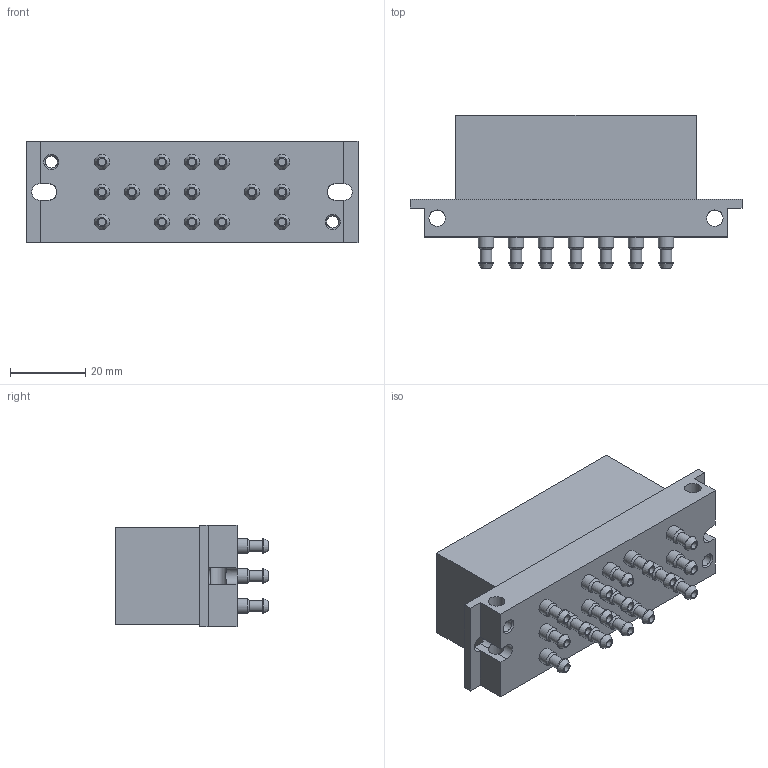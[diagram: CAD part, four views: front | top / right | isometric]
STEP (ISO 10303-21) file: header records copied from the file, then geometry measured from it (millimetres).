
FILE_DESCRIPTION(/* description */ ('STEP AP214'),/* implementation_level */ '2;1');
FILE_NAME(/* name */ '4204_ZK-PK-3-6_3',/* time_stamp */ '2024-09-18T14:29:42+02:00',/* author */ ('License CC BY-ND 4.0'),/* organization */ ('CADENAS'),/* preprocessor_version */ 'ST-DEVELOPER v19.3',/* originating_system */ 'PARTsolutions',/* authorisation */ ' ');
FILE_SCHEMA (('AUTOMOTIVE_DESIGN {1 0 10303 214 3 1 1}'));
Length unit declared in the file: millimetre
Products named in the file (1): 4204 ZK-PK-3-6/3
Bounding box: 88.5 x 41 x 27 mm (x, y, z)
Volume: 59394.9 mm3; surface area: 14129.6 mm2
Topology: 1 solids, 1 shells, 249 faces, 525 edges, 330 vertices
Faces by surface type: plane 97, cylinder 84, cone 44, torus 24
Full cylindrical faces by diameter (mm): 2 x16, 2.459 x2, 3 x16, 3.242 x4, 3.6 x2, 4.04 x32, 4.4 x2, 6.3 x4
Entity records: 7685 total; most frequent: CARTESIAN_POINT 1124, DIRECTION 1052, ORIENTED_EDGE 720, AXIS2_PLACEMENT_3D 482, FACE_BOUND 462, EDGE_LOOP 460, EDGE_CURVE 360, VERTEX_POINT 306
